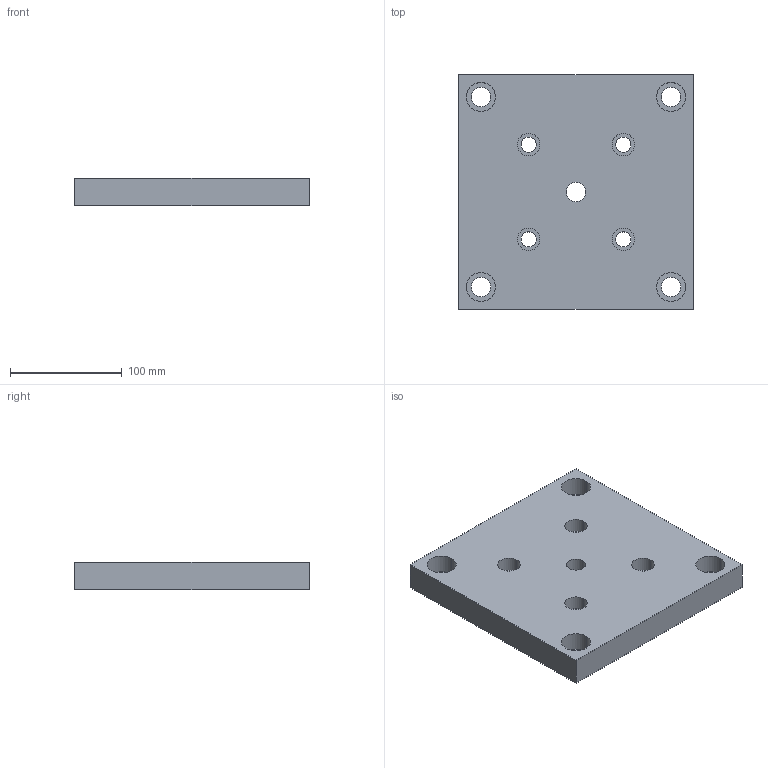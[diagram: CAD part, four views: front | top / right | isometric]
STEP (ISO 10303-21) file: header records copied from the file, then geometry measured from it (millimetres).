
FILE_DESCRIPTION(/* description */ ('Alibre Inc.'),/* implementation_level */ '2;1');
FILE_NAME(/* name */ 'export-A0840B08-25BA-4282-A4ED-DA9AAF56FC78',/* time_stamp */ '2019-08-20T15:51:20+03:00',/* author */ (''),/* organization */ (''),/* preprocessor_version */ 'ST-DEVELOPER v17',/* originating_system */ 'Alibre',/* authorisation */ '');
FILE_SCHEMA (('CONFIG_CONTROL_DESIGN'));
Length unit declared in the file: millimetre
Bounding box: 210 x 210 x 25 mm (x, y, z)
Volume: 1029620.5 mm3; surface area: 119635.8 mm2
Topology: 1 solids, 1 shells, 47 faces, 111 edges, 74 vertices
Faces by surface type: cylinder 33, plane 14
Full cylindrical faces by diameter (mm): 17.294 x1
Entity records: 1493 total; most frequent: DIRECTION 256, CARTESIAN_POINT 231, ORIENTED_EDGE 220, AXIS2_PLACEMENT_3D 113, EDGE_CURVE 110, VERTEX_POINT 74, EDGE_LOOP 74, FACE_BOUND 74
